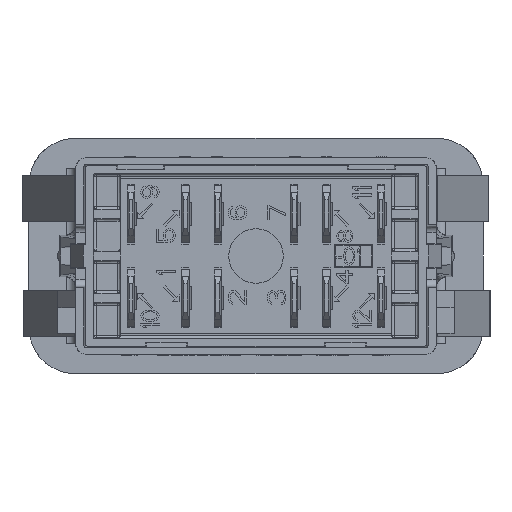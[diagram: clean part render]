
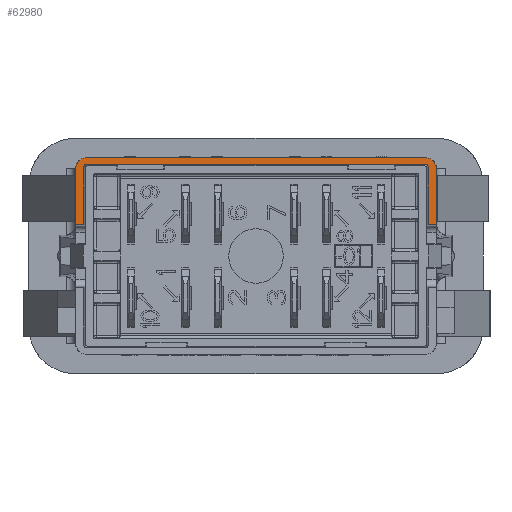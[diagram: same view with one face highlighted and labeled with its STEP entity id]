
A CAD part, front view. The second image highlights one B-rep face of the part: STEP entity #62980.
In plain terms, the highlighted planar face has unit normal (0, -1, 0).
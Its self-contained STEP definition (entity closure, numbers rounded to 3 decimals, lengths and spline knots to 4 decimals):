
#1=DIRECTION('',(1.,0.,0.));
#2=VECTOR('',#1,0.0361);
#3=CARTESIAN_POINT('',(-0.7825,0.,0.1372));
#4=LINE('',#3,#2);
#5=DIRECTION('',(0.,0.,1.));
#6=VECTOR('',#5,0.2403);
#7=CARTESIAN_POINT('',(-0.7825,0.,0.1372));
#8=LINE('',#7,#6);
#9=DIRECTION('',(1.,0.,0.));
#10=VECTOR('',#9,1.465);
#11=CARTESIAN_POINT('',(-0.7325,0.,0.4275));
#12=LINE('',#11,#10);
#13=DIRECTION('',(0.,0.,-1.));
#14=VECTOR('',#13,0.2403);
#15=CARTESIAN_POINT('',(0.7825,0.,0.3775));
#16=LINE('',#15,#14);
#17=DIRECTION('',(1.,0.,0.));
#18=VECTOR('',#17,0.0361);
#19=CARTESIAN_POINT('',(0.7464,0.,0.1372));
#20=LINE('',#19,#18);
#21=DIRECTION('',(0.,0.,1.));
#22=VECTOR('',#21,0.2495);
#23=CARTESIAN_POINT('',(0.7464,0.,0.1372));
#24=LINE('',#23,#22);
#25=DIRECTION('',(-1.,0.,0.));
#26=VECTOR('',#25,1.4728);
#27=CARTESIAN_POINT('',(0.7364,0.,0.3967));
#28=LINE('',#27,#26);
#29=DIRECTION('',(0.,0.,-1.));
#30=VECTOR('',#29,0.2495);
#31=CARTESIAN_POINT('',(-0.7464,0.,0.3867));
#32=LINE('',#31,#30);
#156=CARTESIAN_POINT('',(-0.7464,0.,0.3867));
#157=CARTESIAN_POINT('',(-0.7464,0.,0.3884));
#158=CARTESIAN_POINT('',(-0.7457,0.,0.391));
#159=CARTESIAN_POINT('',(-0.7436,0.,0.3939));
#160=CARTESIAN_POINT('',(-0.7407,0.,0.396));
#161=CARTESIAN_POINT('',(-0.7381,0.,0.3967));
#162=CARTESIAN_POINT('',(-0.7364,0.,0.3967));
#253=CARTESIAN_POINT('',(0.7364,0.,0.3967));
#254=CARTESIAN_POINT('',(0.7381,0.,0.3967));
#255=CARTESIAN_POINT('',(0.7407,0.,0.396));
#256=CARTESIAN_POINT('',(0.7436,0.,0.3939));
#257=CARTESIAN_POINT('',(0.7457,0.,0.391));
#258=CARTESIAN_POINT('',(0.7464,0.,0.3884));
#259=CARTESIAN_POINT('',(0.7464,0.,0.3867));
#5424=CARTESIAN_POINT('',(0.7325,0.,0.3775));
#5425=DIRECTION('',(0.,-1.,0.));
#5426=DIRECTION('',(1.,0.,0.));
#5427=AXIS2_PLACEMENT_3D('',#5424,#5425,#5426);
#41774=CARTESIAN_POINT('',(-0.7325,0.,0.3775));
#41775=DIRECTION('',(0.,-1.,0.));
#41776=DIRECTION('',(0.,0.,1.));
#41777=AXIS2_PLACEMENT_3D('',#41774,#41775,#41776);
#50289=CARTESIAN_POINT('',(0.7825,0.,0.3775));
#50290=CARTESIAN_POINT('',(0.7325,0.,0.4275));
#50291=VERTEX_POINT('',#50289);
#50292=VERTEX_POINT('',#50290);
#50301=CARTESIAN_POINT('',(-0.7325,0.,0.4275));
#50302=CARTESIAN_POINT('',(-0.7825,0.,0.3775));
#50303=VERTEX_POINT('',#50301);
#50304=VERTEX_POINT('',#50302);
#50453=CARTESIAN_POINT('',(0.7364,0.,0.3967));
#50455=VERTEX_POINT('',#50453);
#50457=CARTESIAN_POINT('',(0.7464,0.,0.3867));
#50459=VERTEX_POINT('',#50457);
#52486=CARTESIAN_POINT('',(-0.7364,0.,0.3967));
#52487=VERTEX_POINT('',#52486);
#52488=CARTESIAN_POINT('',(-0.7464,0.,0.3867));
#52489=VERTEX_POINT('',#52488);
#52533=CARTESIAN_POINT('',(-0.7825,0.,0.1372));
#52534=CARTESIAN_POINT('',(-0.7464,0.,0.1372));
#52535=VERTEX_POINT('',#52533);
#52536=VERTEX_POINT('',#52534);
#52537=CARTESIAN_POINT('',(0.7464,0.,0.1372));
#52538=CARTESIAN_POINT('',(0.7825,0.,0.1372));
#52539=VERTEX_POINT('',#52537);
#52540=VERTEX_POINT('',#52538);
#62949=CARTESIAN_POINT('',(0.,0.,0.));
#62950=DIRECTION('',(0.,1.,0.));
#62951=DIRECTION('',(1.,0.,0.));
#62952=AXIS2_PLACEMENT_3D('',#62949,#62950,#62951);
#62953=PLANE('',#62952);
#62955=ORIENTED_EDGE('',*,*,#62954,.F.);
#62957=ORIENTED_EDGE('',*,*,#62956,.T.);
#62959=ORIENTED_EDGE('',*,*,#62958,.F.);
#62961=ORIENTED_EDGE('',*,*,#62960,.T.);
#62963=ORIENTED_EDGE('',*,*,#62962,.F.);
#62965=ORIENTED_EDGE('',*,*,#62964,.T.);
#62967=ORIENTED_EDGE('',*,*,#62966,.F.);
#62969=ORIENTED_EDGE('',*,*,#62968,.T.);
#62971=ORIENTED_EDGE('',*,*,#62970,.F.);
#62973=ORIENTED_EDGE('',*,*,#62972,.T.);
#62975=ORIENTED_EDGE('',*,*,#62974,.F.);
#62977=ORIENTED_EDGE('',*,*,#62976,.T.);
#62978=EDGE_LOOP('',(#62955,#62957,#62959,#62961,#62963,#62965,#62967,#62969,
#62971,#62973,#62975,#62977));
#62979=FACE_OUTER_BOUND('',#62978,.F.);
#163=B_SPLINE_CURVE_WITH_KNOTS('',3,(#156,#157,#158,#159,#160,#161,#162),
.UNSPECIFIED.,.F.,.F.,(4,1,1,1,4),(0.,0.25,0.5,0.75,1.),
.UNSPECIFIED.);
#260=B_SPLINE_CURVE_WITH_KNOTS('',3,(#253,#254,#255,#256,#257,#258,#259),
.UNSPECIFIED.,.F.,.F.,(4,1,1,1,4),(0.,0.25,0.5,0.75,1.),
.UNSPECIFIED.);
#5428=CIRCLE('',#5427,0.05);
#41778=CIRCLE('',#41777,0.05);
#62954=EDGE_CURVE('',#52535,#52536,#4,.T.);
#62956=EDGE_CURVE('',#52535,#50304,#8,.T.);
#62958=EDGE_CURVE('',#50303,#50304,#41778,.T.);
#62960=EDGE_CURVE('',#50303,#50292,#12,.T.);
#62962=EDGE_CURVE('',#50291,#50292,#5428,.T.);
#62964=EDGE_CURVE('',#50291,#52540,#16,.T.);
#62966=EDGE_CURVE('',#52539,#52540,#20,.T.);
#62968=EDGE_CURVE('',#52539,#50459,#24,.T.);
#62970=EDGE_CURVE('',#50455,#50459,#260,.T.);
#62972=EDGE_CURVE('',#50455,#52487,#28,.T.);
#62974=EDGE_CURVE('',#52489,#52487,#163,.T.);
#62976=EDGE_CURVE('',#52489,#52536,#32,.T.);
#62980=ADVANCED_FACE('',(#62979),#62953,.F.);
